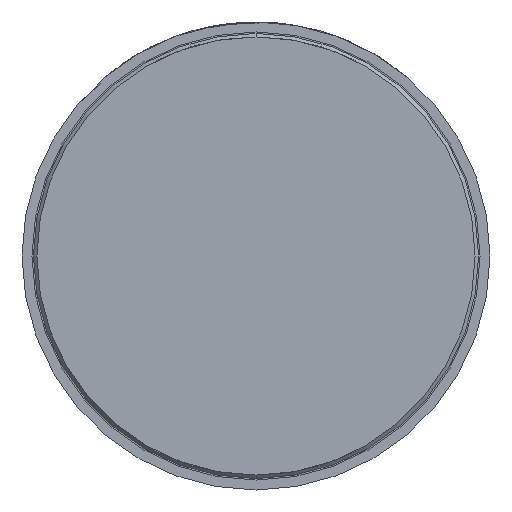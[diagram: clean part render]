
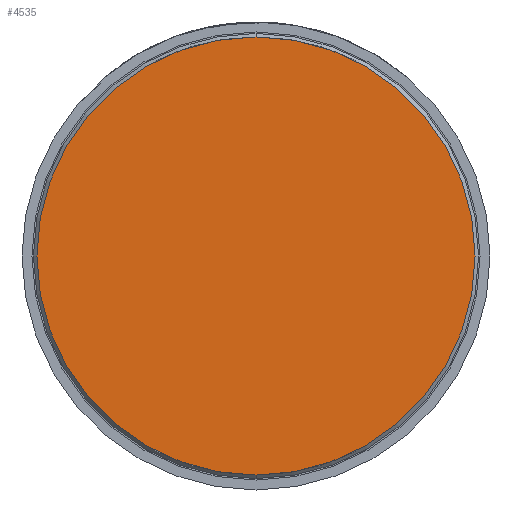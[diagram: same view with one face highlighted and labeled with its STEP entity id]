
A CAD part, front view. The second image highlights one B-rep face of the part: STEP entity #4535.
In plain terms, the highlighted planar face has unit normal (0, -1, 0).
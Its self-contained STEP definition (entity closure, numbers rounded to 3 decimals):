
#290 = EDGE_CURVE ( 'Defeature ausgef�hrt1_8+Defeature ausgef�hrt1_15+Defeature ausgef�hrt1_15+Defeature ausgef�hrt1_15', #3248, #948, #2442, .T. ) ;
#652 = AXIS2_PLACEMENT_3D ( 'NONE', #4573, #1003, #2370 ) ;
#890 = CARTESIAN_POINT ( 'NONE',  ( 2.2, 0., 0. ) ) ;
#948 = VERTEX_POINT ( 'NONE', #890 ) ;
#1003 = DIRECTION ( 'NONE',  ( 0., 1., 0. ) ) ;
#1191 = CARTESIAN_POINT ( 'NONE',  ( 0., 0., 0. ) ) ;
#1471 = DIRECTION ( 'NONE',  ( 0., -1., 0. ) ) ;
#1509 = AXIS2_PLACEMENT_3D ( 'NONE', #1191, #1471, #1829 ) ;
#1590 = AXIS2_PLACEMENT_3D ( 'NONE', #2861, #2482, #3879 ) ;
#1829 = DIRECTION ( 'NONE',  ( 1., 0., 0. ) ) ;
#2370 = DIRECTION ( 'NONE',  ( -1., 0., 0. ) ) ;
#2442 = CIRCLE ( 'NONE', #1590, 2.2 ) ;
#2482 = DIRECTION ( 'NONE',  ( 0., -1., 0. ) ) ;
#2634 = FACE_OUTER_BOUND ( 'NONE', #3604, .T. ) ;
#2861 = CARTESIAN_POINT ( 'NONE',  ( 0., 0., 0. ) ) ;
#3034 = CARTESIAN_POINT ( 'NONE',  ( -2.2, 0., 0. ) ) ;
#3038 = ORIENTED_EDGE ( 'NONE', *, *, #290, .T. ) ;
#3148 = EDGE_CURVE ( 'Defeature ausgef�hrt1_8+Defeature ausgef�hrt1_15+Defeature ausgef�hrt1_15+Defeature ausgef�hrt1_15', #948, #3248, #4041, .T. ) ;
#3248 = VERTEX_POINT ( 'NONE', #3034 ) ;
#3264 = ORIENTED_EDGE ( 'NONE', *, *, #3148, .T. ) ;
#3604 = EDGE_LOOP ( 'NONE', ( #3264, #3038 ) ) ;
#3879 = DIRECTION ( 'NONE',  ( 1., 0., 0. ) ) ;
#4041 = CIRCLE ( 'NONE', #1509, 2.2 ) ;
#4185 = PLANE ( 'NONE',  #652 ) ;
#4535 = ADVANCED_FACE ( 'Defeature ausgef�hrt1_8', ( #2634 ), #4185, .F. ) ;
#4573 = CARTESIAN_POINT ( 'NONE',  ( 0., 0., 1.9 ) ) ;
